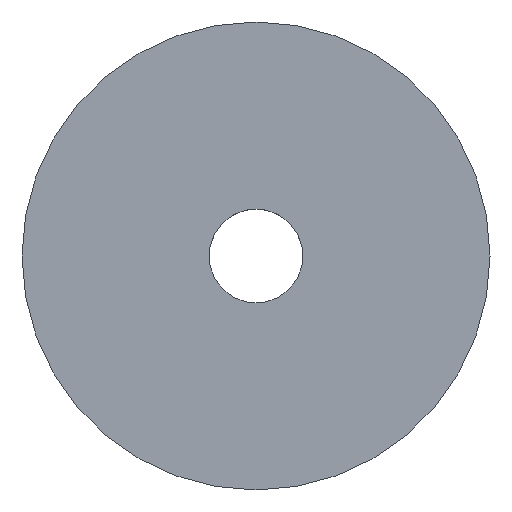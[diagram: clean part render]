
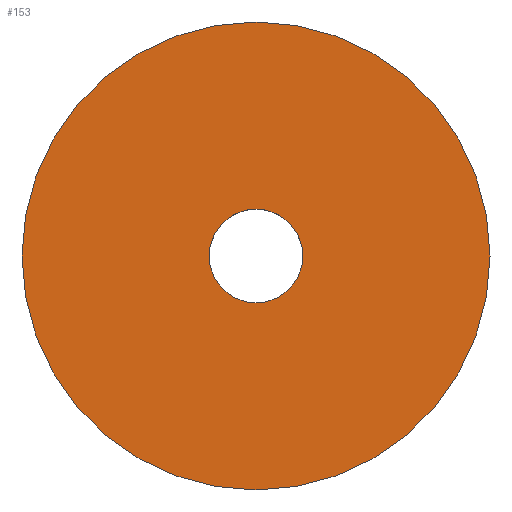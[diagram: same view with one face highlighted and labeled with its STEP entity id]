
A CAD part, top view. The second image highlights one B-rep face of the part: STEP entity #153.
In plain terms, the highlighted planar face has unit normal (0, 0, 1).
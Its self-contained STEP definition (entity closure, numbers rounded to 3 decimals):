
#22 = VERTEX_POINT('',#23);
#23 = CARTESIAN_POINT('',(10.,0.,0.));
#32 = CONICAL_SURFACE('',#33,10.,0.087);
#33 = AXIS2_PLACEMENT_3D('',#34,#35,#36);
#34 = CARTESIAN_POINT('',(0.,0.,0.));
#35 = DIRECTION('',(0.,0.,1.));
#36 = DIRECTION('',(1.,0.,0.));
#49 = EDGE_CURVE('',#22,#22,#50,.T.);
#50 = SURFACE_CURVE('',#51,(#56,#62),.PCURVE_S1.);
#51 = CIRCLE('',#52,10.);
#52 = AXIS2_PLACEMENT_3D('',#53,#54,#55);
#53 = CARTESIAN_POINT('',(0.,0.,0.));
#54 = DIRECTION('',(0.,0.,-1.));
#55 = DIRECTION('',(1.,0.,0.));
#56 = PCURVE('',#32,#57);
#57 = DEFINITIONAL_REPRESENTATION('',(#58),#61);
#58 = B_SPLINE_CURVE_WITH_KNOTS('',1,(#59,#60),.UNSPECIFIED.,.F.,.F.,(2,
    2),(0.,6.283),.PIECEWISE_BEZIER_KNOTS.);
#59 = CARTESIAN_POINT('',(0.,0.));
#60 = CARTESIAN_POINT('',(-6.283,0.));
#61 = ( GEOMETRIC_REPRESENTATION_CONTEXT(2) 
PARAMETRIC_REPRESENTATION_CONTEXT() REPRESENTATION_CONTEXT('2D SPACE',''
  ) );
#62 = PCURVE('',#63,#68);
#63 = PLANE('',#64);
#64 = AXIS2_PLACEMENT_3D('',#65,#66,#67);
#65 = CARTESIAN_POINT('',(0.,0.,0.));
#66 = DIRECTION('',(0.,0.,-1.));
#67 = DIRECTION('',(1.,0.,0.));
#68 = DEFINITIONAL_REPRESENTATION('',(#69),#73);
#69 = CIRCLE('',#70,10.);
#70 = AXIS2_PLACEMENT_2D('',#71,#72);
#71 = CARTESIAN_POINT('',(0.,0.));
#72 = DIRECTION('',(1.,-0.));
#73 = ( GEOMETRIC_REPRESENTATION_CONTEXT(2) 
PARAMETRIC_REPRESENTATION_CONTEXT() REPRESENTATION_CONTEXT('2D SPACE',''
  ) );
#153 = ADVANCED_FACE('',(#154,#184),#63,.F.);
#154 = FACE_BOUND('',#155,.T.);
#155 = EDGE_LOOP('',(#156));
#156 = ORIENTED_EDGE('',*,*,#157,.T.);
#157 = EDGE_CURVE('',#158,#158,#160,.T.);
#158 = VERTEX_POINT('',#159);
#159 = CARTESIAN_POINT('',(2.,0.,0.));
#160 = SURFACE_CURVE('',#161,(#166,#173),.PCURVE_S1.);
#161 = CIRCLE('',#162,2.);
#162 = AXIS2_PLACEMENT_3D('',#163,#164,#165);
#163 = CARTESIAN_POINT('',(0.,0.,0.));
#164 = DIRECTION('',(0.,0.,-1.));
#165 = DIRECTION('',(1.,0.,0.));
#166 = PCURVE('',#63,#167);
#167 = DEFINITIONAL_REPRESENTATION('',(#168),#172);
#168 = CIRCLE('',#169,2.);
#169 = AXIS2_PLACEMENT_2D('',#170,#171);
#170 = CARTESIAN_POINT('',(0.,0.));
#171 = DIRECTION('',(1.,-0.));
#172 = ( GEOMETRIC_REPRESENTATION_CONTEXT(2) 
PARAMETRIC_REPRESENTATION_CONTEXT() REPRESENTATION_CONTEXT('2D SPACE',''
  ) );
#173 = PCURVE('',#174,#179);
#174 = CYLINDRICAL_SURFACE('',#175,2.);
#175 = AXIS2_PLACEMENT_3D('',#176,#177,#178);
#176 = CARTESIAN_POINT('',(0.,0.,-3.));
#177 = DIRECTION('',(0.,0.,1.));
#178 = DIRECTION('',(1.,0.,0.));
#179 = DEFINITIONAL_REPRESENTATION('',(#180),#183);
#180 = B_SPLINE_CURVE_WITH_KNOTS('',1,(#181,#182),.UNSPECIFIED.,.F.,.F.,
  (2,2),(0.,6.283),.PIECEWISE_BEZIER_KNOTS.);
#181 = CARTESIAN_POINT('',(0.,3.));
#182 = CARTESIAN_POINT('',(-6.283,3.));
#183 = ( GEOMETRIC_REPRESENTATION_CONTEXT(2) 
PARAMETRIC_REPRESENTATION_CONTEXT() REPRESENTATION_CONTEXT('2D SPACE',''
  ) );
#184 = FACE_BOUND('',#185,.T.);
#185 = EDGE_LOOP('',(#186));
#186 = ORIENTED_EDGE('',*,*,#49,.F.);
